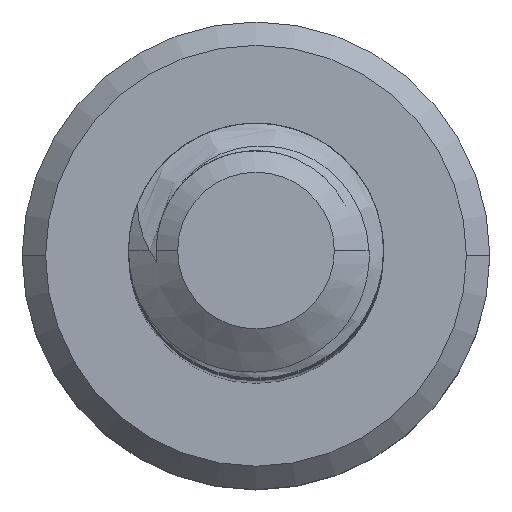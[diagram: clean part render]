
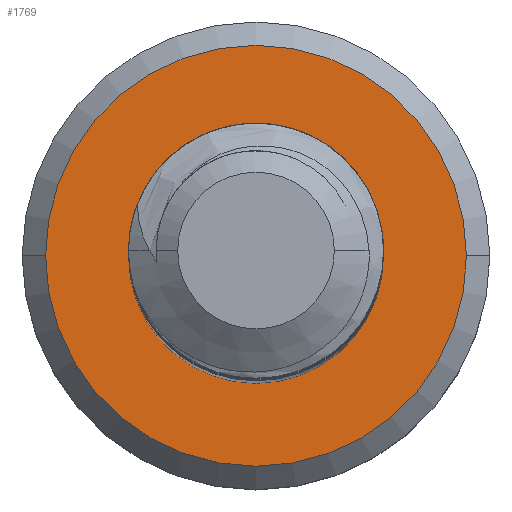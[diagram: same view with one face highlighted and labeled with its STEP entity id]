
A CAD part, top view. The second image highlights one B-rep face of the part: STEP entity #1769.
In plain terms, the highlighted planar face has unit normal (0, 0, 1).
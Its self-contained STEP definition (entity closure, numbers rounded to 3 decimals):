
#103 = CARTESIAN_POINT ( 'NONE',  ( -1.5, 0., -35. ) ) ;
#393 = CIRCLE ( 'NONE', #5581, 2.475 ) ;
#744 = EDGE_CURVE ( 'NONE', #6143, #3985, #10739, .T. ) ;
#972 = EDGE_CURVE ( 'NONE', #4479, #5989, #393, .T. ) ;
#1012 = CARTESIAN_POINT ( 'NONE',  ( -2.475, 0., -35. ) ) ;
#1606 = EDGE_CURVE ( 'NONE', #3985, #6143, #1698, .T. ) ;
#1698 = CIRCLE ( 'NONE', #4005, 1.5 ) ;
#1769 = ADVANCED_FACE ( 'NONE', ( #7494, #7221 ), #8021, .F. ) ;
#1860 = DIRECTION ( 'NONE',  ( 1., 0., 0. ) ) ;
#1875 = DIRECTION ( 'NONE',  ( 0., 0., 1. ) ) ;
#1885 = CARTESIAN_POINT ( 'NONE',  ( 0., 0., -35. ) ) ;
#1948 = CIRCLE ( 'NONE', #8415, 2.475 ) ;
#2738 = AXIS2_PLACEMENT_3D ( 'NONE', #1885, #1875, #1860 ) ;
#2764 = EDGE_LOOP ( 'NONE', ( #3293, #4196 ) ) ;
#2944 = CARTESIAN_POINT ( 'NONE',  ( 1.5, 0., -35. ) ) ;
#3293 = ORIENTED_EDGE ( 'NONE', *, *, #744, .F. ) ;
#3804 = AXIS2_PLACEMENT_3D ( 'NONE', #5488, #5472, #5439 ) ;
#3933 = EDGE_LOOP ( 'NONE', ( #6094, #7444 ) ) ;
#3985 = VERTEX_POINT ( 'NONE', #103 ) ;
#4005 = AXIS2_PLACEMENT_3D ( 'NONE', #6814, #6790, #6771 ) ;
#4152 = CARTESIAN_POINT ( 'NONE',  ( 0., 0., -35. ) ) ;
#4196 = ORIENTED_EDGE ( 'NONE', *, *, #1606, .F. ) ;
#4479 = VERTEX_POINT ( 'NONE', #8989 ) ;
#5012 = DIRECTION ( 'NONE',  ( -1., 0., 0. ) ) ;
#5439 = DIRECTION ( 'NONE',  ( -1., 0., 0. ) ) ;
#5472 = DIRECTION ( 'NONE',  ( 0., 0., -1. ) ) ;
#5488 = CARTESIAN_POINT ( 'NONE',  ( 0., 0., -35. ) ) ;
#5581 = AXIS2_PLACEMENT_3D ( 'NONE', #6260, #6306, #5712 ) ;
#5712 = DIRECTION ( 'NONE',  ( -1., 0., 0. ) ) ;
#5989 = VERTEX_POINT ( 'NONE', #1012 ) ;
#6094 = ORIENTED_EDGE ( 'NONE', *, *, #6905, .T. ) ;
#6143 = VERTEX_POINT ( 'NONE', #2944 ) ;
#6260 = CARTESIAN_POINT ( 'NONE',  ( 0., 0., -35. ) ) ;
#6306 = DIRECTION ( 'NONE',  ( 0., 0., 1. ) ) ;
#6771 = DIRECTION ( 'NONE',  ( 1., 0., 0. ) ) ;
#6790 = DIRECTION ( 'NONE',  ( 0., 0., 1. ) ) ;
#6814 = CARTESIAN_POINT ( 'NONE',  ( 0., 0., -35. ) ) ;
#6905 = EDGE_CURVE ( 'NONE', #5989, #4479, #1948, .T. ) ;
#7221 = FACE_BOUND ( 'NONE', #2764, .T. ) ;
#7444 = ORIENTED_EDGE ( 'NONE', *, *, #972, .T. ) ;
#7494 = FACE_OUTER_BOUND ( 'NONE', #3933, .T. ) ;
#8021 = PLANE ( 'NONE',  #3804 ) ;
#8415 = AXIS2_PLACEMENT_3D ( 'NONE', #4152, #10134, #5012 ) ;
#8989 = CARTESIAN_POINT ( 'NONE',  ( 2.475, 0., -35. ) ) ;
#10134 = DIRECTION ( 'NONE',  ( 0., 0., 1. ) ) ;
#10739 = CIRCLE ( 'NONE', #2738, 1.5 ) ;
